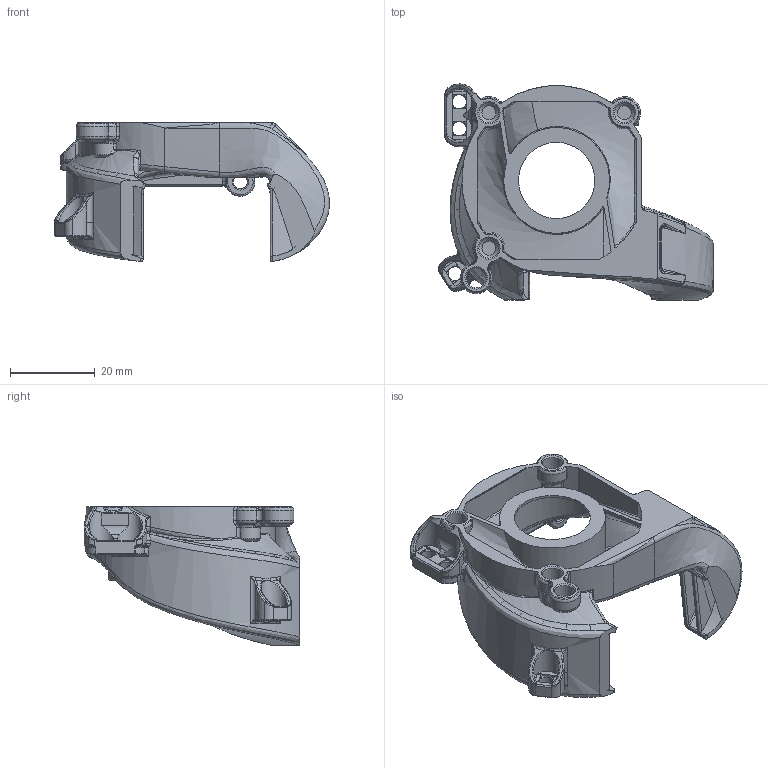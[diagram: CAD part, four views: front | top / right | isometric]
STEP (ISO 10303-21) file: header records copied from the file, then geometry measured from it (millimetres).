
FILE_DESCRIPTION(/* description */ ('STEP AP242','CAx-IF Rec.Pracs.---Representation and Presentation of Product Manufacturing Information (PMI)---4.0---2014-10-13','CAx-IF Rec.Pracs.---3D Tessellated Geometry---0.4---2014-09-14','2;1'),/* implementation_level */ '2;1');
FILE_NAME(/* name */ '64794a369653672f8a47bb63',/* time_stamp */ '2023-06-02T01:47:37Z',/* author */ (''),/* organization */ (''),/* preprocessor_version */ 'ST-DEVELOPER v19.4',/* originating_system */ ' ',/* authorisation */ ' ');
FILE_SCHEMA (('AP242_MANAGED_MODEL_BASED_3D_ENGINEERING_MIM_LF { 1 0 10303 442 1 1 4 }'));
Length unit declared in the file: metre
Products named in the file (1): Part 1
Bounding box: 64.95 x 51 x 32.8 mm (x, y, z)
Volume: 10438.6 mm3; surface area: 16322.9 mm2
Topology: 1 solids, 1 shells, 829 faces, 2116 edges, 1251 vertices
Faces by surface type: bspline 398, cylinder 170, plane 126, cone 73, torus 48, sphere 14
Full cylindrical faces by diameter (mm): 3.3 x7, 4.7 x4, 18 x1, 22.6 x1
Entity records: 33470 total; most frequent: CARTESIAN_POINT 16868, ORIENTED_EDGE 4096, DIRECTION 2593, EDGE_CURVE 2048, VERTEX_POINT 1243, AXIS2_PLACEMENT_3D 1093, B_SPLINE_CURVE_WITH_KNOTS 980, EDGE_LOOP 871
